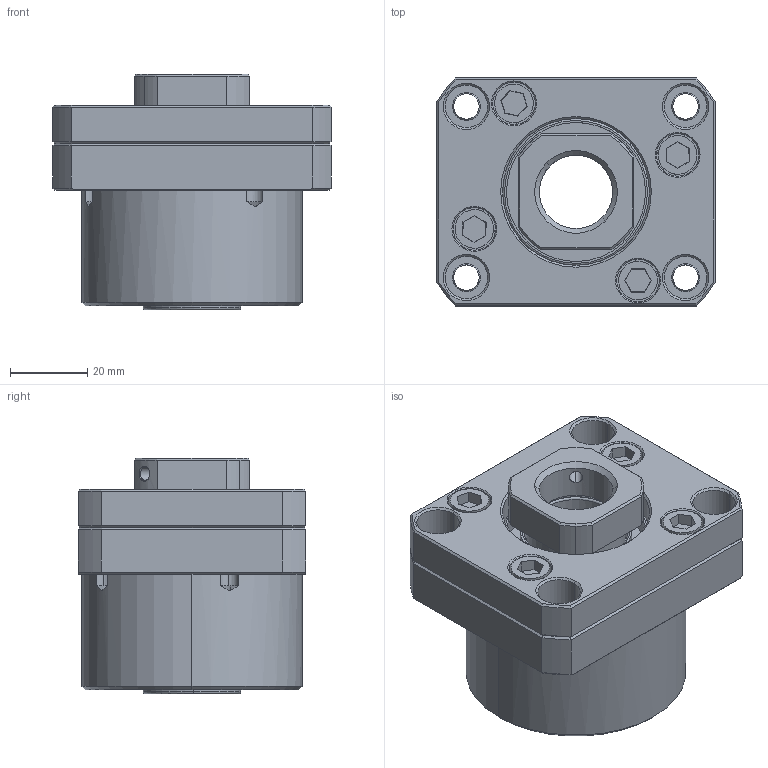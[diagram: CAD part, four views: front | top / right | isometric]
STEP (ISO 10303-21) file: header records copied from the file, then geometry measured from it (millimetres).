
FILE_DESCRIPTION (( 'STEP AP203' ), '1' );
FILE_NAME ('FKA20²Õ¦X¥óA.STEP', '2017-12-28T05:44:07', ( '' ), ( '' ), 'SwSTEP 2.0', 'SolidWorks 2017', '' );
FILE_SCHEMA (( 'CONFIG_CONTROL_DESIGN' ));
Length unit declared in the file: millimetre
Products named in the file (1): FKA20組合件A
Bounding box: 72 x 59 x 61 mm (x, y, z)
Surface area: 37471.3 mm2 (no closed solid volume)
Topology: 0 solids, 20 shells, 251 faces, 642 edges, 409 vertices
Faces by surface type: cylinder 89, plane 83, cone 55, torus 20, bspline 4
Entity records: 8182 total; most frequent: CARTESIAN_POINT 1943, DIRECTION 1387, ORIENTED_EDGE 1147, EDGE_CURVE 642, AXIS2_PLACEMENT_3D 563, VERTEX_POINT 409, CIRCLE 315, EDGE_LOOP 293
